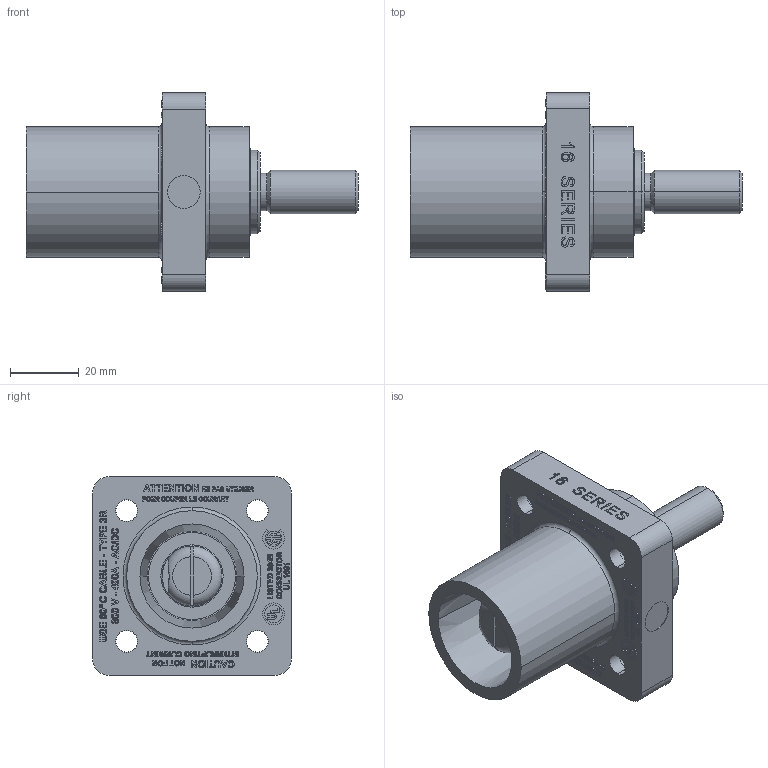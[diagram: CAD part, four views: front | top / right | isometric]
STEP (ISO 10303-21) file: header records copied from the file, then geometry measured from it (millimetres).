
FILE_DESCRIPTION (( 'STEP AP214' ), '1' );
FILE_NAME ('ORC6362-M01.STEP', '2025-05-06T17:31:43', ( '' ), ( '' ), 'SwSTEP 2.0', 'SolidWorks 2024', '' );
FILE_SCHEMA (( 'AUTOMOTIVE_DESIGN' ));
Length unit declared in the file: inch
Products named in the file (1): ORC6362-M01
Bounding box: 96.82 x 57.94 x 57.94 mm (x, y, z)
Volume: 97870.9 mm3; surface area: 38430.9 mm2
Topology: 4 solids, 4 shells, 2578 faces, 6610 edges, 4247 vertices
Faces by surface type: plane 1319, bspline 738, cylinder 329, torus 82, sphere 72, cone 38
Entity records: 115267 total; most frequent: CARTESIAN_POINT 57411, ORIENTED_EDGE 13180, DIRECTION 9583, EDGE_CURVE 6590, VERTEX_POINT 4247, LINE 4229, VECTOR 4229, EDGE_LOOP 2841
